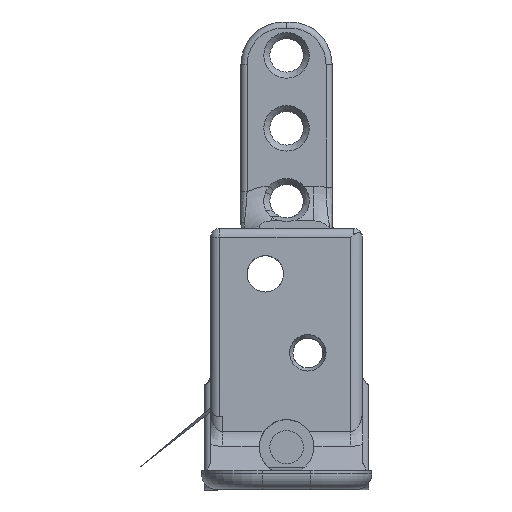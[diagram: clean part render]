
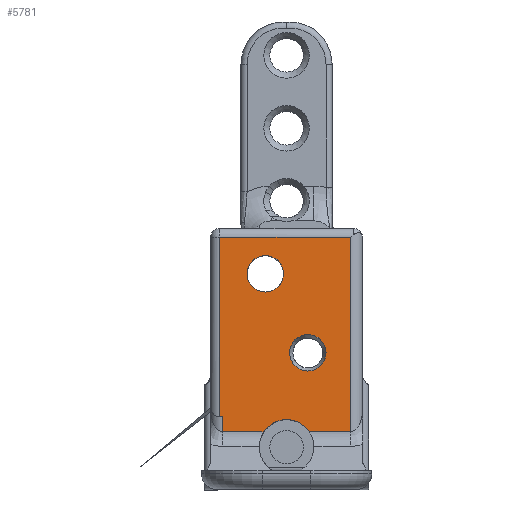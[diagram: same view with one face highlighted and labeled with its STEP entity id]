
A CAD part, top view. The second image highlights one B-rep face of the part: STEP entity #5781.
In plain terms, the highlighted planar face has unit normal (0, 0, 1).
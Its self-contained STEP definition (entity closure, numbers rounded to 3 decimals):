
#309=FACE_BOUND('',#1073,.T.);
#310=FACE_BOUND('',#1074,.T.);
#527=PLANE('',#6314);
#717=FACE_OUTER_BOUND('',#1072,.T.);
#1072=EDGE_LOOP('',(#4725,#4726,#4727,#4728,#4729,#4730,#4731,#4732));
#1073=EDGE_LOOP('',(#4733));
#1074=EDGE_LOOP('',(#4734));
#1494=LINE('',#11409,#1859);
#1495=LINE('',#11411,#1860);
#1496=LINE('',#11414,#1861);
#1497=LINE('',#11416,#1862);
#1498=LINE('',#11418,#1863);
#1499=LINE('',#11419,#1864);
#1859=VECTOR('',#7531,10.);
#1860=VECTOR('',#7534,10.);
#1861=VECTOR('',#7537,10.);
#1862=VECTOR('',#7538,10.);
#1863=VECTOR('',#7539,10.);
#1864=VECTOR('',#7540,10.);
#2066=CIRCLE('',#6092,1.5);
#2131=CIRCLE('',#6184,4.5);
#2204=CIRCLE('',#6315,3.);
#2205=CIRCLE('',#6316,3.);
#2502=VERTEX_POINT('',#9784);
#2504=VERTEX_POINT('',#9797);
#2511=VERTEX_POINT('',#9810);
#2627=VERTEX_POINT('',#10818);
#2628=VERTEX_POINT('',#10829);
#2761=VERTEX_POINT('',#11413);
#2762=VERTEX_POINT('',#11415);
#2763=VERTEX_POINT('',#11417);
#2764=VERTEX_POINT('',#11420);
#2765=VERTEX_POINT('',#11422);
#3124=EDGE_CURVE('',#2511,#2504,#2066,.T.);
#3284=EDGE_CURVE('',#2628,#2627,#2131,.T.);
#3480=EDGE_CURVE('',#2628,#2502,#1494,.T.);
#3481=EDGE_CURVE('',#2502,#2511,#1495,.T.);
#3482=EDGE_CURVE('',#2504,#2761,#1496,.T.);
#3483=EDGE_CURVE('',#2762,#2627,#1497,.T.);
#3484=EDGE_CURVE('',#2763,#2762,#1498,.T.);
#3485=EDGE_CURVE('',#2761,#2763,#1499,.T.);
#3486=EDGE_CURVE('',#2764,#2764,#2204,.T.);
#3487=EDGE_CURVE('',#2765,#2765,#2205,.T.);
#4725=ORIENTED_EDGE('',*,*,#3482,.F.);
#4726=ORIENTED_EDGE('',*,*,#3124,.F.);
#4727=ORIENTED_EDGE('',*,*,#3481,.F.);
#4728=ORIENTED_EDGE('',*,*,#3480,.F.);
#4729=ORIENTED_EDGE('',*,*,#3284,.T.);
#4730=ORIENTED_EDGE('',*,*,#3483,.F.);
#4731=ORIENTED_EDGE('',*,*,#3484,.F.);
#4732=ORIENTED_EDGE('',*,*,#3485,.F.);
#4733=ORIENTED_EDGE('',*,*,#3486,.T.);
#4734=ORIENTED_EDGE('',*,*,#3487,.T.);
#5781=ADVANCED_FACE('',(#717,#309,#310),#527,.F.);
#6092=AXIS2_PLACEMENT_3D('',#9835,#6944,#6945);
#6184=AXIS2_PLACEMENT_3D('',#10830,#7180,#7181);
#6314=AXIS2_PLACEMENT_3D('',#11412,#7535,#7536);
#6315=AXIS2_PLACEMENT_3D('',#11421,#7541,#7542);
#6316=AXIS2_PLACEMENT_3D('',#11423,#7543,#7544);
#6944=DIRECTION('center_axis',(0.,0.,-1.));
#6945=DIRECTION('ref_axis',(-0.707,-0.707,0.));
#7180=DIRECTION('center_axis',(0.,0.,-1.));
#7181=DIRECTION('ref_axis',(-1.,0.,0.));
#7531=DIRECTION('',(-1.,0.,0.));
#7534=DIRECTION('',(0.,1.,0.));
#7535=DIRECTION('center_axis',(0.,0.,-1.));
#7536=DIRECTION('ref_axis',(1.,0.,0.));
#7537=DIRECTION('',(0.,1.,0.));
#7538=DIRECTION('',(-1.,0.,0.));
#7539=DIRECTION('',(0.,-1.,0.));
#7540=DIRECTION('',(1.,0.,0.));
#7541=DIRECTION('center_axis',(0.,0.,
-1.));
#7542=DIRECTION('ref_axis',(1.,0.,0.));
#7543=DIRECTION('center_axis',(0.,0.,
-1.));
#7544=DIRECTION('ref_axis',(1.,0.,0.));
#9784=CARTESIAN_POINT('',(14.5,9.544,-5.));
#9797=CARTESIAN_POINT('',(14.,12.,-5.));
#9810=CARTESIAN_POINT('',(14.5,12.086,-5.));
#9835=CARTESIAN_POINT('Origin',(14.,13.5,-5.));
#10818=CARTESIAN_POINT('',(28.712,9.544,-5.));
#10829=CARTESIAN_POINT('',(21.287,9.544,-5.));
#10830=CARTESIAN_POINT('Origin',(25.,7.,-5.));
#11409=CARTESIAN_POINT('',(25.,9.544,-5.));
#11411=CARTESIAN_POINT('',(14.5,3.5,-5.));
#11412=CARTESIAN_POINT('Origin',(25.,7.,-5.));
#11413=CARTESIAN_POINT('',(14.,41.5,-5.));
#11414=CARTESIAN_POINT('',(14.,14.,-5.));
#11415=CARTESIAN_POINT('',(35.5,9.544,-5.));
#11416=CARTESIAN_POINT('',(25.,9.544,-5.));
#11417=CARTESIAN_POINT('',(35.5,41.5,-5.));
#11418=CARTESIAN_POINT('',(35.5,5.,-5.));
#11419=CARTESIAN_POINT('',(31.25,41.5,-5.));
#11420=CARTESIAN_POINT('',(25.5,22.5,-5.));
#11421=CARTESIAN_POINT('Origin',(28.5,22.5,-5.));
#11422=CARTESIAN_POINT('',(18.5,35.5,-5.));
#11423=CARTESIAN_POINT('Origin',(21.5,35.5,-5.));
